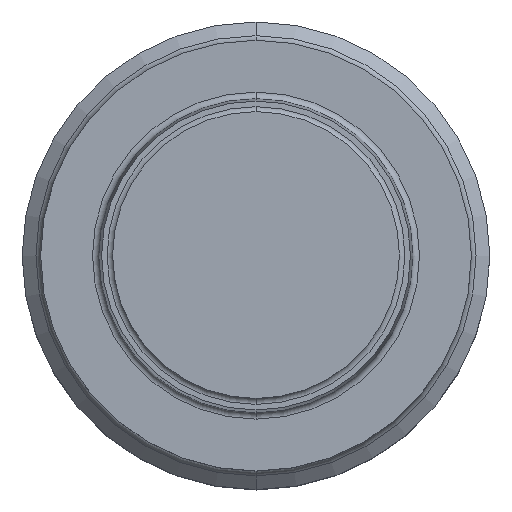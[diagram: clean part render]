
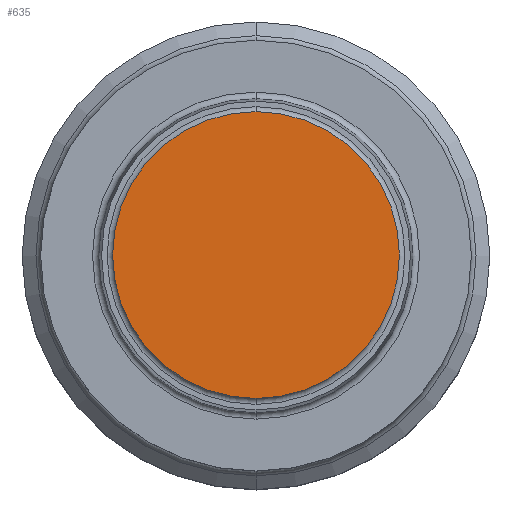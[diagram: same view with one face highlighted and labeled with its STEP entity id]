
A CAD part, top view. The second image highlights one B-rep face of the part: STEP entity #635.
In plain terms, the highlighted face is planar.
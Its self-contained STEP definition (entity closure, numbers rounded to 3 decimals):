
#298=CARTESIAN_POINT('',(0.,0.,-11.751));
#299=DIRECTION('',(0.,0.,1.));
#300=DIRECTION('',(0.,1.,0.));
#301=AXIS2_PLACEMENT_3D('',#298,#299,#300);
#306=CARTESIAN_POINT('',(0.,0.,-11.751));
#307=DIRECTION('',(0.,0.,-1.));
#308=DIRECTION('',(0.,1.,0.));
#309=AXIS2_PLACEMENT_3D('',#306,#307,#308);
#314=CARTESIAN_POINT('',(0.,5.061,-11.751));
#316=VERTEX_POINT('',#314);
#336=CARTESIAN_POINT('',(0.,-5.061,-11.751));
#338=VERTEX_POINT('',#336);
#626=CARTESIAN_POINT('',(0.,0.,-11.751));
#627=DIRECTION('',(0.,0.,-1.));
#628=DIRECTION('',(0.,-1.,0.));
#629=AXIS2_PLACEMENT_3D('',#626,#627,#628);
#630=PLANE('',#629);
#631=ORIENTED_EDGE('',*,*,#608,.T.);
#632=ORIENTED_EDGE('',*,*,#619,.F.);
#633=EDGE_LOOP('',(#631,#632));
#634=FACE_OUTER_BOUND('',#633,.F.);
#635=ADVANCED_FACE('',(#634),#630,.T.);
#302=CIRCLE('',#301,5.061);
#310=CIRCLE('',#309,5.061);
#608=EDGE_CURVE('',#316,#338,#302,.T.);
#619=EDGE_CURVE('',#316,#338,#310,.T.);
